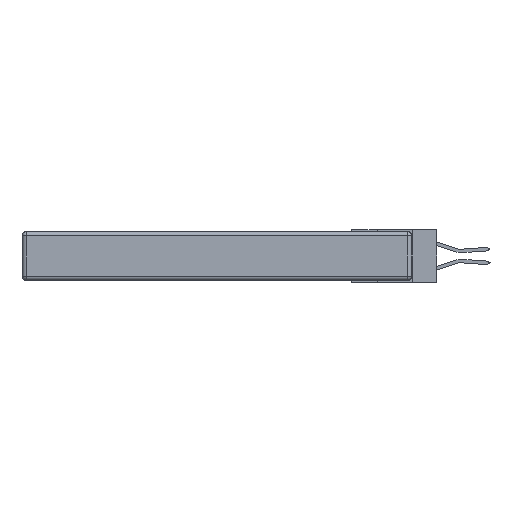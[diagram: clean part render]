
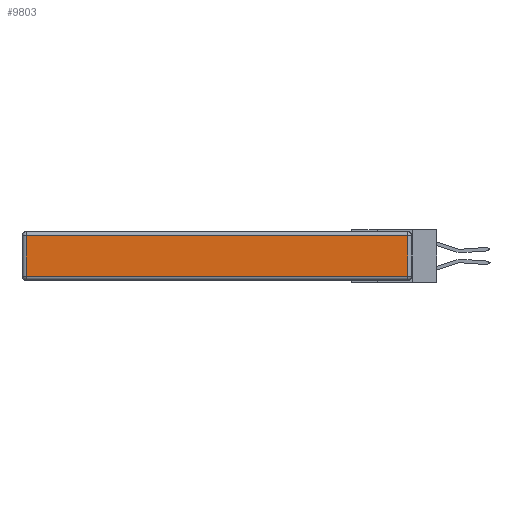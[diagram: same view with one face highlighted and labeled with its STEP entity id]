
A CAD part, left-side view. The second image highlights one B-rep face of the part: STEP entity #9803.
In plain terms, the highlighted planar face has unit normal (-1, 0, 0).
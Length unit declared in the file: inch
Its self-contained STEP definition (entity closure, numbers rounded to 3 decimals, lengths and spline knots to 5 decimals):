
#870 = CARTESIAN_POINT ( 'NONE',  ( 0., 0.03, -0.03 ) ) ;
#963 = EDGE_CURVE ( 'NONE', #8964, #5810, #16361, .T. ) ;
#1105 = DIRECTION ( 'NONE',  ( -1., 0., 0. ) ) ;
#1190 = CARTESIAN_POINT ( 'NONE',  ( 0., 0., -0.343 ) ) ;
#1772 = DIRECTION ( 'NONE',  ( 0., 0., 1. ) ) ;
#2230 = EDGE_CURVE ( 'NONE', #15897, #8964, #6260, .T. ) ;
#4868 = EDGE_CURVE ( 'NONE', #5810, #13045, #12965, .T. ) ;
#5714 = VECTOR ( 'NONE', #9482, 39.37008 ) ;
#5810 = VERTEX_POINT ( 'NONE', #16732 ) ;
#6260 = LINE ( 'NONE', #11134, #19944 ) ;
#6270 = EDGE_LOOP ( 'NONE', ( #23002, #15895, #19202, #23136 ) ) ;
#6774 = PLANE ( 'NONE',  #20986 ) ;
#7411 = DIRECTION ( 'NONE',  ( 0., 1., 0. ) ) ;
#8964 = VERTEX_POINT ( 'NONE', #10210 ) ;
#9307 = CARTESIAN_POINT ( 'NONE',  ( 0., 2.72, -0.343 ) ) ;
#9482 = DIRECTION ( 'NONE',  ( 0., 0., -1. ) ) ;
#9698 = CARTESIAN_POINT ( 'NONE',  ( 0., 0.03, -0.343 ) ) ;
#9803 = ADVANCED_FACE ( 'NONE', ( #24530 ), #6774, .T. ) ;
#10210 = CARTESIAN_POINT ( 'NONE',  ( 0., 2.72, -0.03 ) ) ;
#11134 = CARTESIAN_POINT ( 'NONE',  ( 0., 2.75, -0.03 ) ) ;
#11212 = VECTOR ( 'NONE', #1772, 39.37008 ) ;
#12048 = CARTESIAN_POINT ( 'NONE',  ( 0., 0., -0.313 ) ) ;
#12965 = LINE ( 'NONE', #12048, #16616 ) ;
#13045 = VERTEX_POINT ( 'NONE', #15346 ) ;
#13825 = DIRECTION ( 'NONE',  ( 0., -1., 0. ) ) ;
#14229 = EDGE_CURVE ( 'NONE', #13045, #15897, #17317, .T. ) ;
#15346 = CARTESIAN_POINT ( 'NONE',  ( 0., 0.03, -0.313 ) ) ;
#15895 = ORIENTED_EDGE ( 'NONE', *, *, #14229, .T. ) ;
#15897 = VERTEX_POINT ( 'NONE', #870 ) ;
#16361 = LINE ( 'NONE', #9307, #5714 ) ;
#16616 = VECTOR ( 'NONE', #13825, 39.37008 ) ;
#16732 = CARTESIAN_POINT ( 'NONE',  ( 0., 2.72, -0.313 ) ) ;
#17317 = LINE ( 'NONE', #9698, #11212 ) ;
#19202 = ORIENTED_EDGE ( 'NONE', *, *, #2230, .T. ) ;
#19944 = VECTOR ( 'NONE', #7411, 39.37008 ) ;
#20528 = DIRECTION ( 'NONE',  ( 0., 0., 1. ) ) ;
#20986 = AXIS2_PLACEMENT_3D ( 'NONE', #1190, #1105, #20528 ) ;
#23002 = ORIENTED_EDGE ( 'NONE', *, *, #4868, .T. ) ;
#23136 = ORIENTED_EDGE ( 'NONE', *, *, #963, .T. ) ;
#24530 = FACE_OUTER_BOUND ( 'NONE', #6270, .T. ) ;
